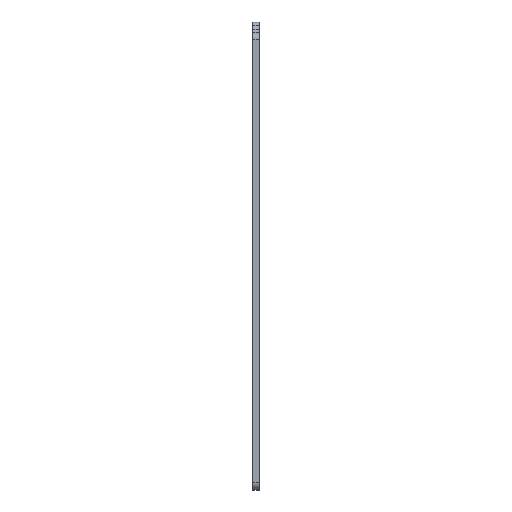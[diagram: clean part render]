
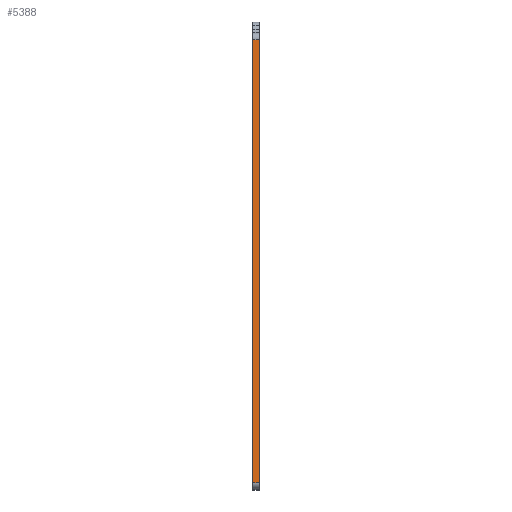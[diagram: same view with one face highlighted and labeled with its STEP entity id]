
A CAD part, top view. The second image highlights one B-rep face of the part: STEP entity #5388.
In plain terms, the highlighted planar face has unit normal (0, 0, 1).
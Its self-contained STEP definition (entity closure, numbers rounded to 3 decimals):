
#24=CARTESIAN_POINT('',(6.0,-204.59,-128.742));
#25=DIRECTION('',(-1.0,0.0,0.0));
#26=DIRECTION('',(0.0,0.0,1.0));
#27=AXIS2_PLACEMENT_3D('',#24,#25,#26);
#28=PLANE('',#27);
#41=(GEOMETRIC_REPRESENTATION_CONTEXT(2)PARAMETRIC_REPRESENTATION_CONTEXT()REPRESENTATION_CONTEXT('',''));
#2878=CARTESIAN_POINT('',(6.0,198.007,207.903));
#2879=VERTEX_POINT('',#2878);
#2880=CARTESIAN_POINT('',(6.0,198.007,201.903));
#2881=DIRECTION('',(-1.0,0.0,0.0));
#2882=DIRECTION('',(0.0,0.0,1.0));
#2883=AXIS2_PLACEMENT_3D('',#2880,#2881,#2882);
#2884=CYLINDRICAL_SURFACE('',#2883,6.0);
#2904=CARTESIAN_POINT('',(6.0,-200.091,207.903));
#2905=VERTEX_POINT('',#2904);
#2906=CARTESIAN_POINT('',(6.0,198.007,207.903));
#2907=DIRECTION('',(0.0,0.,-1.0));
#2908=DIRECTION('',(0.0,1.0,0.));
#2909=AXIS2_PLACEMENT_3D('',#2906,#2907,#2908);
#2910=PLANE('',#2909);
#2911=CARTESIAN_POINT('',(336.645,402.597));
#2912=CARTESIAN_POINT('',(336.645,4.5));
#2913=B_SPLINE_CURVE_WITH_KNOTS('',1,(#2911,#2912),.UNSPECIFIED.,.F.,.F.,(2,2),(0.,0.398),.UNSPECIFIED.);
#2914=DEFINITIONAL_REPRESENTATION('',(#2913),#41);
#2915=PCURVE('',#28,#2914);
#2916=CARTESIAN_POINT('',(0.0,0.0));
#2917=CARTESIAN_POINT('',(-398.098,0.0));
#2918=B_SPLINE_CURVE_WITH_KNOTS('',1,(#2916,#2917),.UNSPECIFIED.,.F.,.F.,(2,2),(0.,0.398),.UNSPECIFIED.);
#2919=DEFINITIONAL_REPRESENTATION('',(#2918),#41);
#2920=PCURVE('',#2910,#2919);
#2921=CARTESIAN_POINT('',(6.0,198.007,207.903));
#2922=DIRECTION('',(0.0,-1.0,0.));
#2923=VECTOR('',#2922,398.098);
#2924=LINE('',#2921,#2923);
#2925=INTERSECTION_CURVE('',#2924,(#2915,#2920),.PCURVE_S1.);
#2926=EDGE_CURVE('',#2879,#2905,#2925,.T.);
#2930=CARTESIAN_POINT('',(6.0,-200.091,201.903));
#2931=DIRECTION('',(-1.0,0.0,0.0));
#2932=DIRECTION('',(0.0,0.0,1.0));
#2933=AXIS2_PLACEMENT_3D('',#2930,#2931,#2932);
#2934=CYLINDRICAL_SURFACE('',#2933,6.0);
#3775=CARTESIAN_POINT('',(0.0,-204.59,-128.742));
#3776=DIRECTION('',(-1.0,0.0,0.0));
#3777=DIRECTION('',(0.0,0.0,1.0));
#3778=AXIS2_PLACEMENT_3D('',#3775,#3776,#3777);
#3779=PLANE('',#3778);
#4598=CARTESIAN_POINT('',(0.0,-200.091,207.903));
#4599=VERTEX_POINT('',#4598);
#4619=CARTESIAN_POINT('',(0.0,198.007,207.903));
#4620=VERTEX_POINT('',#4619);
#4621=CARTESIAN_POINT('',(336.645,402.597));
#4622=CARTESIAN_POINT('',(336.645,4.5));
#4623=B_SPLINE_CURVE_WITH_KNOTS('',1,(#4621,#4622),.UNSPECIFIED.,.F.,.F.,(2,2),(0.,0.398),.UNSPECIFIED.);
#4624=DEFINITIONAL_REPRESENTATION('',(#4623),#41);
#4625=PCURVE('',#3779,#4624);
#4626=CARTESIAN_POINT('',(0.0,-6.0));
#4627=CARTESIAN_POINT('',(-398.098,-6.0));
#4628=B_SPLINE_CURVE_WITH_KNOTS('',1,(#4626,#4627),.UNSPECIFIED.,.F.,.F.,(2,2),(0.,0.398),.UNSPECIFIED.);
#4629=DEFINITIONAL_REPRESENTATION('',(#4628),#41);
#4630=PCURVE('',#2910,#4629);
#4631=CARTESIAN_POINT('',(0.0,198.007,207.903));
#4632=DIRECTION('',(0.0,-1.0,0.));
#4633=VECTOR('',#4632,398.098);
#4634=LINE('',#4631,#4633);
#4635=INTERSECTION_CURVE('',#4634,(#4625,#4630),.PCURVE_S1.);
#4636=EDGE_CURVE('',#4620,#4599,#4635,.T.);
#5344=CARTESIAN_POINT('',(0.0,0.0));
#5345=CARTESIAN_POINT('',(0.0,6.0));
#5346=B_SPLINE_CURVE_WITH_KNOTS('',1,(#5344,#5345),.UNSPECIFIED.,.F.,.F.,(2,2),(0.0,0.006),.UNSPECIFIED.);
#5347=DEFINITIONAL_REPRESENTATION('',(#5346),#41);
#5348=PCURVE('',#2884,#5347);
#5349=CARTESIAN_POINT('',(0.0,0.0));
#5350=CARTESIAN_POINT('',(0.0,-6.0));
#5351=B_SPLINE_CURVE_WITH_KNOTS('',1,(#5349,#5350),.UNSPECIFIED.,.F.,.F.,(2,2),(0.0,0.006),.UNSPECIFIED.);
#5352=DEFINITIONAL_REPRESENTATION('',(#5351),#41);
#5353=PCURVE('',#2910,#5352);
#5354=CARTESIAN_POINT('',(6.0,198.007,207.903));
#5355=DIRECTION('',(-1.0,0.0,0.0));
#5356=VECTOR('',#5355,6.0);
#5357=LINE('',#5354,#5356);
#5358=INTERSECTION_CURVE('',#5357,(#5348,#5353),.PCURVE_S1.);
#5359=EDGE_CURVE('',#2879,#4620,#5358,.T.);
#5366=ORIENTED_EDGE('',*,*,#4636,.T.);
#5367=CARTESIAN_POINT('',(-398.098,0.0));
#5368=CARTESIAN_POINT('',(-398.098,-6.0));
#5369=B_SPLINE_CURVE_WITH_KNOTS('',1,(#5367,#5368),.UNSPECIFIED.,.F.,.F.,(2,2),(0.0,0.006),.UNSPECIFIED.);
#5370=DEFINITIONAL_REPRESENTATION('',(#5369),#41);
#5371=PCURVE('',#2910,#5370);
#5372=CARTESIAN_POINT('',(360.0,0.0));
#5373=CARTESIAN_POINT('',(360.0,6.0));
#5374=B_SPLINE_CURVE_WITH_KNOTS('',1,(#5372,#5373),.UNSPECIFIED.,.F.,.F.,(2,2),(0.0,0.006),.UNSPECIFIED.);
#5375=DEFINITIONAL_REPRESENTATION('',(#5374),#41);
#5376=PCURVE('',#2934,#5375);
#5377=CARTESIAN_POINT('',(6.0,-200.091,207.903));
#5378=DIRECTION('',(-1.0,0.0,0.0));
#5379=VECTOR('',#5378,6.0);
#5380=LINE('',#5377,#5379);
#5381=INTERSECTION_CURVE('',#5380,(#5371,#5376),.PCURVE_S1.);
#5382=EDGE_CURVE('',#2905,#4599,#5381,.T.);
#5383=ORIENTED_EDGE('',*,*,#5382,.F.);
#5384=ORIENTED_EDGE('',*,*,#2926,.F.);
#5385=ORIENTED_EDGE('',*,*,#5359,.T.);
#5386=EDGE_LOOP('',(#5366,#5383,#5384,#5385));
#5387=FACE_BOUND('',#5386,.T.);
#5388=ADVANCED_FACE('',(#5387),#2910,.F.);
